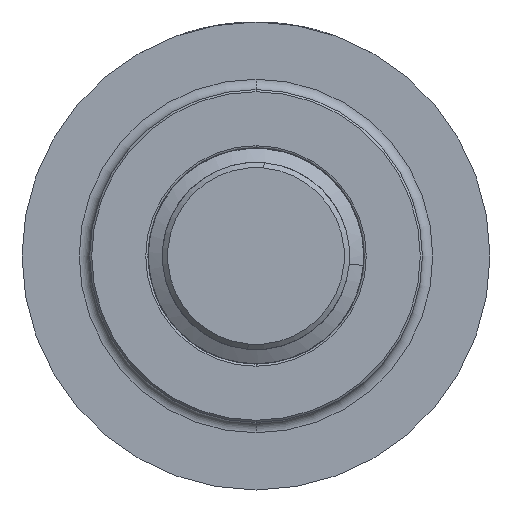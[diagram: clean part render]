
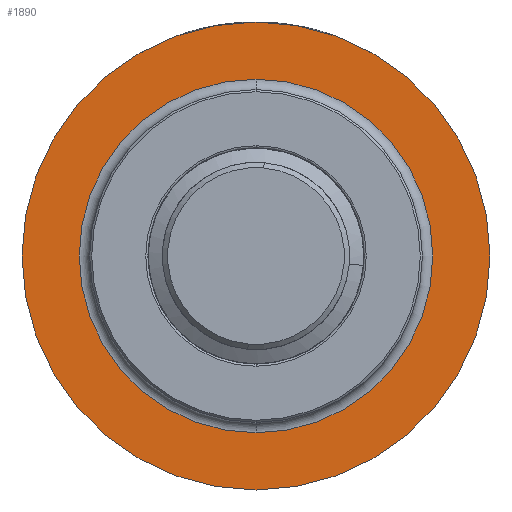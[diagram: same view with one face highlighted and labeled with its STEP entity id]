
A CAD part, front view. The second image highlights one B-rep face of the part: STEP entity #1890.
In plain terms, the highlighted planar face has unit normal (0, -1, 0).
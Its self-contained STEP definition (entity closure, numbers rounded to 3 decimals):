
#10 = AXIS2_PLACEMENT_3D ( 'NONE', #7774, #358, #4709 ) ;
#22 = EDGE_CURVE ( 'NONE', #1116, #2906, #4887, .T. ) ;
#121 = CARTESIAN_POINT ( 'NONE',  ( 0., 1.42, 22.5 ) ) ;
#326 = FACE_BOUND ( 'NONE', #4379, .T. ) ;
#358 = DIRECTION ( 'NONE',  ( 0., -1., 0. ) ) ;
#1116 = VERTEX_POINT ( 'NONE', #121 ) ;
#1327 = DIRECTION ( 'NONE',  ( 0., -1., 0. ) ) ;
#1387 = DIRECTION ( 'NONE',  ( 0., 0., -1. ) ) ;
#1651 = AXIS2_PLACEMENT_3D ( 'NONE', #7978, #5294, #2994 ) ;
#1673 = AXIS2_PLACEMENT_3D ( 'NONE', #5100, #1327, #1387 ) ;
#1711 = CARTESIAN_POINT ( 'NONE',  ( 0., 1.42, -22.5 ) ) ;
#1755 = DIRECTION ( 'NONE',  ( 0., 0., -1. ) ) ;
#1890 = ADVANCED_FACE ( 'NONE', ( #3087, #326 ), #6532, .T. ) ;
#2471 = EDGE_CURVE ( 'NONE', #7852, #3284, #2902, .T. ) ;
#2767 = CARTESIAN_POINT ( 'NONE',  ( 0., 1.42, 0. ) ) ;
#2902 = CIRCLE ( 'NONE', #2968, 17. ) ;
#2906 = VERTEX_POINT ( 'NONE', #1711 ) ;
#2968 = AXIS2_PLACEMENT_3D ( 'NONE', #2767, #7823, #4145 ) ;
#2994 = DIRECTION ( 'NONE',  ( 0., 0., -1. ) ) ;
#3087 = FACE_OUTER_BOUND ( 'NONE', #7169, .T. ) ;
#3099 = CIRCLE ( 'NONE', #1651, 17. ) ;
#3180 = CARTESIAN_POINT ( 'NONE',  ( 0., 1.42, 17. ) ) ;
#3284 = VERTEX_POINT ( 'NONE', #3180 ) ;
#3499 = ORIENTED_EDGE ( 'NONE', *, *, #6645, .T. ) ;
#3737 = ORIENTED_EDGE ( 'NONE', *, *, #2471, .F. ) ;
#3863 = CARTESIAN_POINT ( 'NONE',  ( 0., 1.42, -17. ) ) ;
#4145 = DIRECTION ( 'NONE',  ( 0., 0., -1. ) ) ;
#4379 = EDGE_LOOP ( 'NONE', ( #3737, #5733 ) ) ;
#4709 = DIRECTION ( 'NONE',  ( 0., 0., -1. ) ) ;
#4887 = CIRCLE ( 'NONE', #1673, 22.5 ) ;
#5100 = CARTESIAN_POINT ( 'NONE',  ( 0., 1.42, 0. ) ) ;
#5294 = DIRECTION ( 'NONE',  ( 0., -1., 0. ) ) ;
#5502 = AXIS2_PLACEMENT_3D ( 'NONE', #7233, #7855, #1755 ) ;
#5643 = ORIENTED_EDGE ( 'NONE', *, *, #22, .T. ) ;
#5733 = ORIENTED_EDGE ( 'NONE', *, *, #6093, .F. ) ;
#6093 = EDGE_CURVE ( 'NONE', #3284, #7852, #3099, .T. ) ;
#6532 = PLANE ( 'NONE',  #10 ) ;
#6645 = EDGE_CURVE ( 'NONE', #2906, #1116, #7686, .T. ) ;
#7169 = EDGE_LOOP ( 'NONE', ( #3499, #5643 ) ) ;
#7233 = CARTESIAN_POINT ( 'NONE',  ( 0., 1.42, 0. ) ) ;
#7686 = CIRCLE ( 'NONE', #5502, 22.5 ) ;
#7774 = CARTESIAN_POINT ( 'NONE',  ( 17., 1.42, 0. ) ) ;
#7823 = DIRECTION ( 'NONE',  ( 0., -1., 0. ) ) ;
#7852 = VERTEX_POINT ( 'NONE', #3863 ) ;
#7855 = DIRECTION ( 'NONE',  ( 0., -1., 0. ) ) ;
#7978 = CARTESIAN_POINT ( 'NONE',  ( 0., 1.42, 0. ) ) ;
